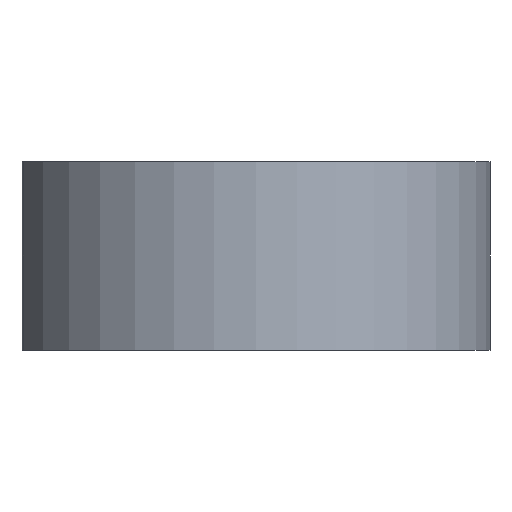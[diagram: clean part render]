
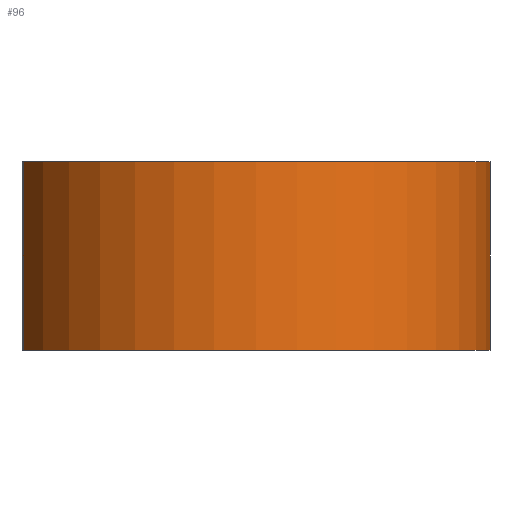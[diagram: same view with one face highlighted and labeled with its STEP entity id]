
A CAD part, left-side view. The second image highlights one B-rep face of the part: STEP entity #96.
In plain terms, the highlighted cylindrical face has radius 15.5 mm (diameter 31 mm), a partial arc.
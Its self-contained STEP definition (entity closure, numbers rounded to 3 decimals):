
#15=LINE('',#173,#19);
#18=LINE('',#182,#22);
#19=VECTOR('',#141,10.);
#22=VECTOR('',#150,10.);
#25=CYLINDRICAL_SURFACE('',#122,15.5);
#30=FACE_OUTER_BOUND('',#36,.T.);
#36=EDGE_LOOP('',(#79,#80,#81,#82));
#42=CIRCLE('',#117,15.5);
#45=CIRCLE('',#123,15.5);
#48=VERTEX_POINT('',#164);
#50=VERTEX_POINT('',#168);
#51=VERTEX_POINT('',#172);
#54=VERTEX_POINT('',#180);
#58=EDGE_CURVE('',#50,#48,#42,.T.);
#59=EDGE_CURVE('',#48,#51,#15,.T.);
#64=EDGE_CURVE('',#54,#50,#18,.T.);
#65=EDGE_CURVE('',#54,#51,#45,.T.);
#79=ORIENTED_EDGE('',*,*,#59,.F.);
#80=ORIENTED_EDGE('',*,*,#58,.F.);
#81=ORIENTED_EDGE('',*,*,#64,.F.);
#82=ORIENTED_EDGE('',*,*,#65,.T.);
#96=ADVANCED_FACE('',(#30),#25,.T.);
#117=AXIS2_PLACEMENT_3D('',#170,#137,#138);
#122=AXIS2_PLACEMENT_3D('',#183,#151,#152);
#123=AXIS2_PLACEMENT_3D('',#184,#153,#154);
#137=DIRECTION('center_axis',(0.,0.,1.));
#138=DIRECTION('ref_axis',(1.,0.,0.));
#141=DIRECTION('',(0.,0.,-1.));
#150=DIRECTION('',(0.,0.,1.));
#151=DIRECTION('center_axis',(0.,0.,1.));
#152=DIRECTION('ref_axis',(0.,-1.,0.));
#153=DIRECTION('center_axis',(0.,0.,1.));
#154=DIRECTION('ref_axis',(1.,0.,0.));
#164=CARTESIAN_POINT('',(6.293,14.165,12.));
#168=CARTESIAN_POINT('',(-6.293,14.165,12.));
#170=CARTESIAN_POINT('Origin',(0.,0.,12.));
#172=CARTESIAN_POINT('',(6.293,14.165,0.));
#173=CARTESIAN_POINT('',(6.293,14.165,0.));
#180=CARTESIAN_POINT('',(-6.293,14.165,0.));
#182=CARTESIAN_POINT('',(-6.293,14.165,0.));
#183=CARTESIAN_POINT('Origin',(0.,0.,0.));
#184=CARTESIAN_POINT('Origin',(0.,0.,0.));
